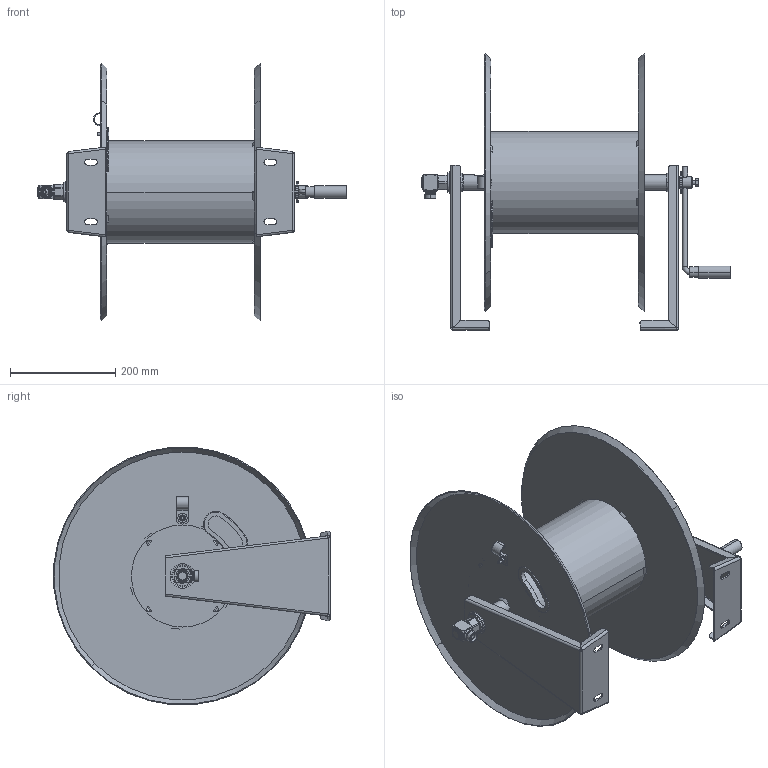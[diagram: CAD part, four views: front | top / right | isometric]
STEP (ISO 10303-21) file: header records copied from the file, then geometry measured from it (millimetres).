
FILE_DESCRIPTION((''),'2;1');
FILE_NAME('340_100_M_ASM','2019-12-12T',('CAD-01'),('CDM'),'PRO/ENGINEER BY PARAMETRIC TECHNOLOGY CORPORATION, 2015030','PRO/ENGINEER BY PARAMETRIC TECHNOLOGY CORPORATION, 2015030','');
FILE_SCHEMA(('CONFIG_CONTROL_DESIGN'));
Length unit declared in the file: millimetre
Products named in the file (1): 340_100_M_ASM
Bounding box: 587 x 524.07 x 488.14 mm (x, y, z)
Surface area: 1265524.5 mm2 (no closed solid volume)
Topology: 0 solids, 57 shells, 351 faces, 1137 edges, 825 vertices
Faces by surface type: plane 136, cylinder 112, cone 58, bspline 31, torus 12, sphere 2
Entity records: 19880 total; most frequent: CARTESIAN_POINT 6900, DIRECTION 2035, ORIENTED_EDGE 1711, EDGE_CURVE 1131, VERTEX_POINT 825, AXIS2_PLACEMENT_3D 763, FILL_AREA_STYLE_COLOUR 514, FILL_AREA_STYLE 514
